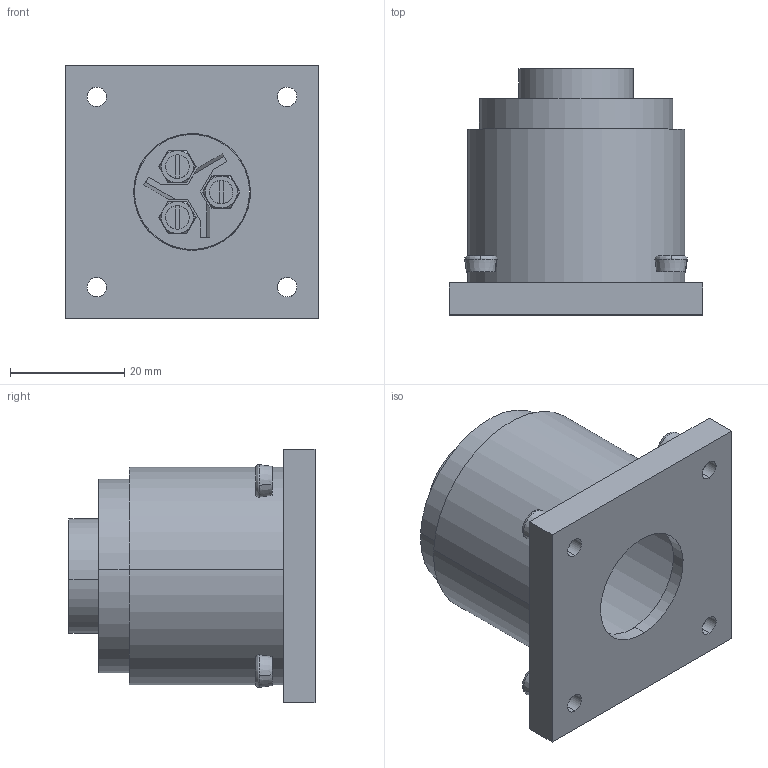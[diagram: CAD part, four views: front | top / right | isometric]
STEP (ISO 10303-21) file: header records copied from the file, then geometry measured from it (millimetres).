
FILE_DESCRIPTION(('STEP AP242'),'1');
FILE_NAME('px0756-s.stp','2024-04-03T19:48:22',('TraceParts'),('TraceParts S.A.'),'Spatial InterOp 3D',' ',' ');
FILE_SCHEMA(('AP242_MANAGED_MODEL_BASED_3D_ENGINEERING_MIM_LF {1 0 10303 442 1 1 4}'));
Length unit declared in the file: millimetre
Products named in the file (1): px0756-s_1
Bounding box: 44.45 x 43.09 x 44.45 mm (x, y, z)
Volume: 21567.4 mm3; surface area: 19570.6 mm2
Topology: 9 solids, 9 shells, 329 faces, 981 edges, 676 vertices
Faces by surface type: plane 134, cylinder 96, cone 73, bspline 26
Entity records: 16257 total; most frequent: CARTESIAN_POINT 4479, DIRECTION 1973, ORIENTED_EDGE 1950, EDGE_CURVE 975, AXIS2_PLACEMENT_3D 782, VERTEX_POINT 676, CIRCLE 458, PRESENTATION_STYLE_ASSIGNMENT 435
